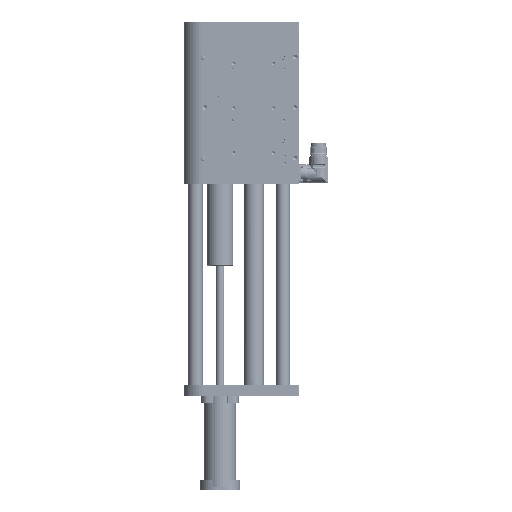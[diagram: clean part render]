
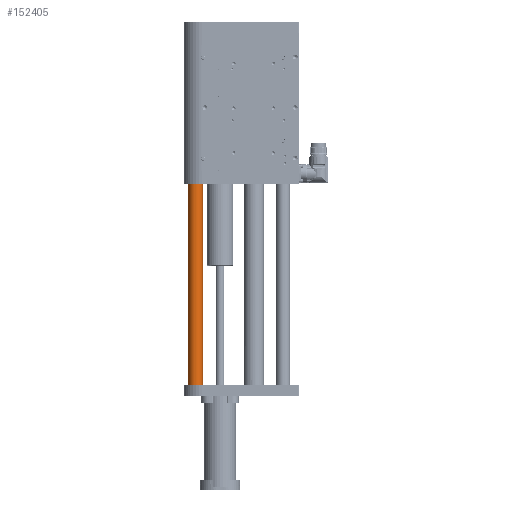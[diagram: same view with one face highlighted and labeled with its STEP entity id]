
A CAD part, left-side view. The second image highlights one B-rep face of the part: STEP entity #152405.
In plain terms, the highlighted cylindrical face has radius 10 mm (diameter 20 mm), a full revolution.
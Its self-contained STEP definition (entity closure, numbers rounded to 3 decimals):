
#983 = DIRECTION ( 'NONE',  ( 0., 0., 1. ) ) ;
#3837 = EDGE_CURVE ( 'NONE', #63181, #63181, #20676, .T. ) ;
#5449 = CARTESIAN_POINT ( 'NONE',  ( 0., 0., 402. ) ) ;
#9596 = DIRECTION ( 'NONE',  ( 0., 0., 1. ) ) ;
#20676 = CIRCLE ( 'NONE', #110392, 10. ) ;
#25873 = DIRECTION ( 'NONE',  ( 1., 0., 0. ) ) ;
#29526 = AXIS2_PLACEMENT_3D ( 'NONE', #135824, #983, #25873 ) ;
#29549 = CYLINDRICAL_SURFACE ( 'NONE', #36526, 10. ) ;
#36526 = AXIS2_PLACEMENT_3D ( 'NONE', #5449, #127462, #153937 ) ;
#40695 = CARTESIAN_POINT ( 'NONE',  ( 10., 0., -246. ) ) ;
#46373 = VERTEX_POINT ( 'NONE', #97614 ) ;
#59396 = CARTESIAN_POINT ( 'NONE',  ( 0., 0., -246. ) ) ;
#63181 = VERTEX_POINT ( 'NONE', #40695 ) ;
#65541 = ORIENTED_EDGE ( 'NONE', *, *, #132854, .F. ) ;
#78496 = FACE_OUTER_BOUND ( 'NONE', #97872, .T. ) ;
#79280 = FACE_OUTER_BOUND ( 'NONE', #147642, .T. ) ;
#83847 = ORIENTED_EDGE ( 'NONE', *, *, #3837, .T. ) ;
#97614 = CARTESIAN_POINT ( 'NONE',  ( 10., 0., 246. ) ) ;
#97872 = EDGE_LOOP ( 'NONE', ( #83847 ) ) ;
#98702 = CIRCLE ( 'NONE', #29526, 10. ) ;
#110392 = AXIS2_PLACEMENT_3D ( 'NONE', #59396, #9596, #145276 ) ;
#127462 = DIRECTION ( 'NONE',  ( 0., 0., 1. ) ) ;
#132854 = EDGE_CURVE ( 'NONE', #46373, #46373, #98702, .T. ) ;
#135824 = CARTESIAN_POINT ( 'NONE',  ( 0., 0., 246. ) ) ;
#145276 = DIRECTION ( 'NONE',  ( 1., 0., 0. ) ) ;
#147642 = EDGE_LOOP ( 'NONE', ( #65541 ) ) ;
#152405 = ADVANCED_FACE ( 'NONE', ( #79280, #78496 ), #29549, .T. ) ;
#153937 = DIRECTION ( 'NONE',  ( 1., 0., 0. ) ) ;
